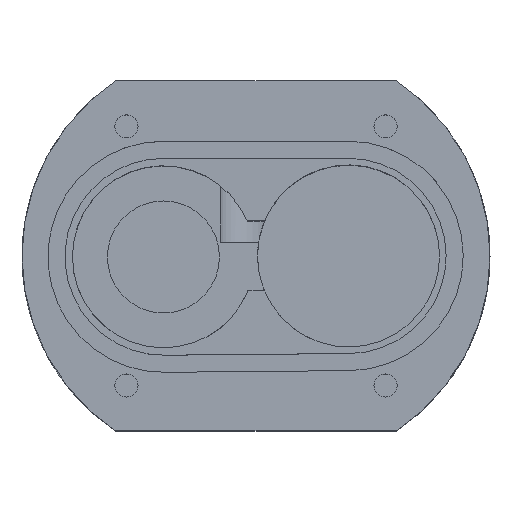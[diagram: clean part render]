
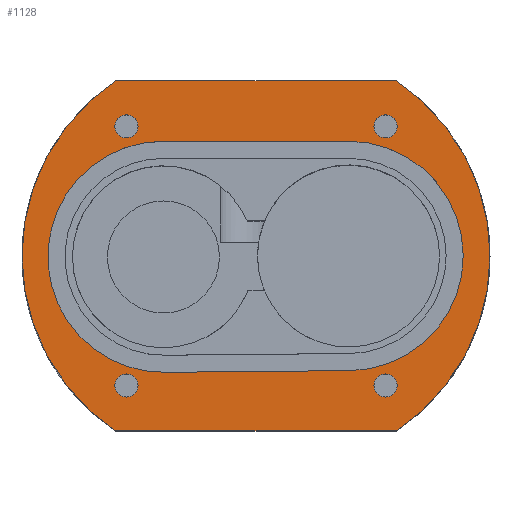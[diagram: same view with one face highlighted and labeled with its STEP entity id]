
A CAD part, top view. The second image highlights one B-rep face of the part: STEP entity #1128.
In plain terms, the highlighted planar face has unit normal (0, 0, 1).
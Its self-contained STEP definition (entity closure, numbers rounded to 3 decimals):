
#22=FACE_BOUND('',#209,.T.);
#23=FACE_BOUND('',#210,.T.);
#24=FACE_BOUND('',#211,.T.);
#25=FACE_BOUND('',#212,.T.);
#26=FACE_BOUND('',#213,.T.);
#79=PLANE('',#1267);
#140=FACE_OUTER_BOUND('',#208,.T.);
#208=EDGE_LOOP('',(#1000,#1001,#1002,#1003));
#209=EDGE_LOOP('',(#1004));
#210=EDGE_LOOP('',(#1005));
#211=EDGE_LOOP('',(#1006));
#212=EDGE_LOOP('',(#1007));
#213=EDGE_LOOP('',(#1008,#1009,#1010,#1011));
#304=LINE('',#2064,#396);
#308=LINE('',#2075,#400);
#310=LINE('',#2079,#402);
#311=LINE('',#2080,#403);
#396=VECTOR('',#1567,10.);
#400=VECTOR('',#1579,10.);
#402=VECTOR('',#1585,10.);
#403=VECTOR('',#1586,10.);
#410=CIRCLE('',#1159,1.65);
#412=CIRCLE('',#1163,1.65);
#414=CIRCLE('',#1167,1.65);
#416=CIRCLE('',#1171,1.65);
#441=CIRCLE('',#1209,30.);
#448=CIRCLE('',#1235,30.);
#460=CIRCLE('',#1259,16.498);
#462=CIRCLE('',#1263,16.379);
#466=VERTEX_POINT('',#1617);
#468=VERTEX_POINT('',#1624);
#470=VERTEX_POINT('',#1631);
#472=VERTEX_POINT('',#1638);
#524=VERTEX_POINT('',#1873);
#525=VERTEX_POINT('',#1875);
#552=VERTEX_POINT('',#2006);
#553=VERTEX_POINT('',#2008);
#564=VERTEX_POINT('',#2054);
#565=VERTEX_POINT('',#2055);
#568=VERTEX_POINT('',#2063);
#570=VERTEX_POINT('',#2069);
#575=EDGE_CURVE('',#466,#466,#410,.T.);
#578=EDGE_CURVE('',#468,#468,#412,.T.);
#581=EDGE_CURVE('',#470,#470,#414,.T.);
#584=EDGE_CURVE('',#472,#472,#416,.T.);
#644=EDGE_CURVE('',#525,#524,#441,.T.);
#691=EDGE_CURVE('',#553,#552,#448,.T.);
#714=EDGE_CURVE('',#564,#565,#460,.T.);
#718=EDGE_CURVE('',#568,#564,#304,.T.);
#721=EDGE_CURVE('',#570,#568,#462,.T.);
#724=EDGE_CURVE('',#565,#570,#308,.T.);
#726=EDGE_CURVE('',#552,#525,#310,.T.);
#727=EDGE_CURVE('',#524,#553,#311,.T.);
#1000=ORIENTED_EDGE('',*,*,#726,.T.);
#1001=ORIENTED_EDGE('',*,*,#644,.T.);
#1002=ORIENTED_EDGE('',*,*,#727,.T.);
#1003=ORIENTED_EDGE('',*,*,#691,.T.);
#1004=ORIENTED_EDGE('',*,*,#575,.T.);
#1005=ORIENTED_EDGE('',*,*,#578,.T.);
#1006=ORIENTED_EDGE('',*,*,#581,.T.);
#1007=ORIENTED_EDGE('',*,*,#584,.T.);
#1008=ORIENTED_EDGE('',*,*,#714,.T.);
#1009=ORIENTED_EDGE('',*,*,#724,.T.);
#1010=ORIENTED_EDGE('',*,*,#721,.T.);
#1011=ORIENTED_EDGE('',*,*,#718,.T.);
#1128=ADVANCED_FACE('',(#140,#22,#23,#24,#25,#26),#79,.T.);
#1159=AXIS2_PLACEMENT_3D('',#1618,#1283,#1284);
#1163=AXIS2_PLACEMENT_3D('',#1625,#1292,#1293);
#1167=AXIS2_PLACEMENT_3D('',#1632,#1301,#1302);
#1171=AXIS2_PLACEMENT_3D('',#1639,#1310,#1311);
#1209=AXIS2_PLACEMENT_3D('',#1876,#1411,#1412);
#1235=AXIS2_PLACEMENT_3D('',#2009,#1500,#1501);
#1259=AXIS2_PLACEMENT_3D('',#2056,#1559,#1560);
#1263=AXIS2_PLACEMENT_3D('',#2070,#1572,#1573);
#1267=AXIS2_PLACEMENT_3D('',#2078,#1583,#1584);
#1283=DIRECTION('center_axis',(0.,0.,-1.));
#1284=DIRECTION('ref_axis',(1.,0.,0.));
#1292=DIRECTION('center_axis',(0.,0.,-1.));
#1293=DIRECTION('ref_axis',(1.,0.,0.));
#1301=DIRECTION('center_axis',(0.,0.,-1.));
#1302=DIRECTION('ref_axis',(1.,0.,0.));
#1310=DIRECTION('center_axis',(0.,0.,-1.));
#1311=DIRECTION('ref_axis',(1.,0.,0.));
#1411=DIRECTION('center_axis',(0.,0.,1.));
#1412=DIRECTION('ref_axis',(0.553,-0.833,0.));
#1500=DIRECTION('center_axis',(0.,0.,1.));
#1501=DIRECTION('ref_axis',(-0.553,0.833,0.));
#1559=DIRECTION('center_axis',(0.,0.,-1.));
#1560=DIRECTION('ref_axis',(0.,1.,0.));
#1567=DIRECTION('',(-1.,-0.009,0.));
#1572=DIRECTION('center_axis',(0.,0.,-1.));
#1573=DIRECTION('ref_axis',(0.009,-1.,0.));
#1579=DIRECTION('',(1.,0.,0.));
#1583=DIRECTION('center_axis',(0.,0.,1.));
#1584=DIRECTION('ref_axis',(1.,0.,0.));
#1585=DIRECTION('',(1.,0.,0.));
#1586=DIRECTION('',(-1.,0.,0.));
#1617=CARTESIAN_POINT('',(34.35,-18.382,28.));
#1618=CARTESIAN_POINT('Origin',(36.,-18.382,28.));
#1624=CARTESIAN_POINT('',(34.35,18.618,28.));
#1625=CARTESIAN_POINT('Origin',(36.,18.618,28.));
#1631=CARTESIAN_POINT('',(-2.65,-18.382,28.));
#1632=CARTESIAN_POINT('Origin',(-1.,-18.382,28.));
#1638=CARTESIAN_POINT('',(-2.65,18.618,28.));
#1639=CARTESIAN_POINT('Origin',(-1.,18.618,28.));
#1873=CARTESIAN_POINT('',(37.5,25.118,28.));
#1875=CARTESIAN_POINT('',(37.5,-24.882,28.));
#1876=CARTESIAN_POINT('Origin',(20.917,0.118,28.));
#2006=CARTESIAN_POINT('',(-2.5,-24.882,28.));
#2008=CARTESIAN_POINT('',(-2.5,25.118,28.));
#2009=CARTESIAN_POINT('Origin',(14.083,0.118,28.));
#2054=CARTESIAN_POINT('',(4.431,-16.497,28.));
#2055=CARTESIAN_POINT('',(4.283,16.498,28.));
#2056=CARTESIAN_POINT('Origin',(4.283,0.,28.));
#2063=CARTESIAN_POINT('',(30.864,-16.26,28.));
#2064=CARTESIAN_POINT('',(24.256,-16.319,28.));
#2069=CARTESIAN_POINT('',(30.717,16.498,28.));
#2070=CARTESIAN_POINT('Origin',(30.717,0.118,28.));
#2075=CARTESIAN_POINT('',(10.892,16.498,28.));
#2078=CARTESIAN_POINT('Origin',(17.5,0.118,28.));
#2079=CARTESIAN_POINT('',(-2.5,-24.882,28.));
#2080=CARTESIAN_POINT('',(37.5,25.118,28.));
